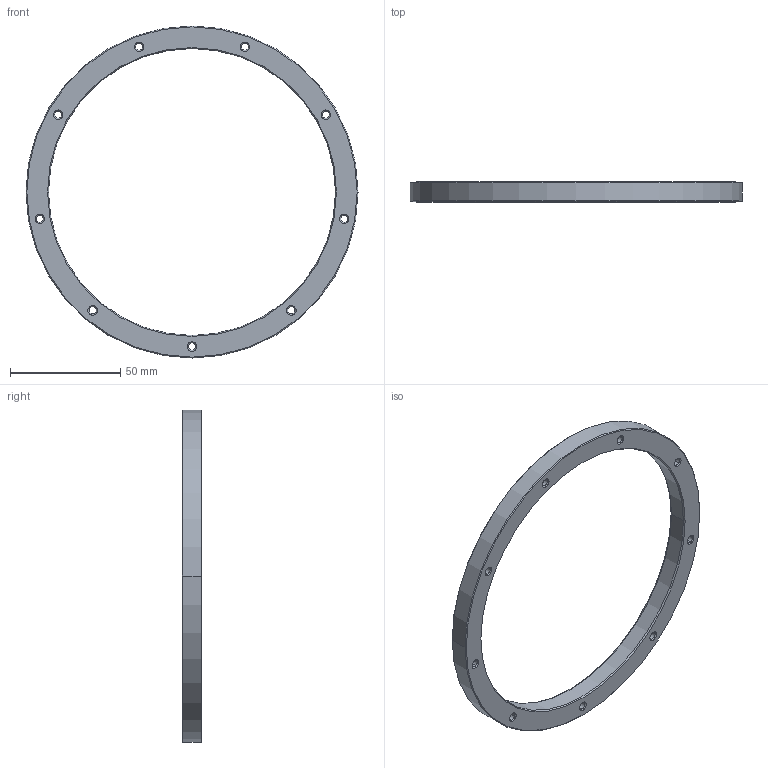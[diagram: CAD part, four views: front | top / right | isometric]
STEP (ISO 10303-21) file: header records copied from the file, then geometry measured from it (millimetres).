
FILE_DESCRIPTION((''),'2;1');
FILE_NAME('1273023-01-Z01','2021-05-06T15:16:49',('AT10150'),(''),'CREO PARAMETRIC BY PTC INC, 2019164','CREO PARAMETRIC BY PTC INC, 2019164','');
FILE_SCHEMA(('AUTOMOTIVE_DESIGN { 1 0 10303 214 1 1 1 1 }'));
Length unit declared in the file: millimetre
Products named in the file (1): 1273023-01-Z01
Bounding box: 150.38 x 9 x 150.38 mm (x, y, z)
Volume: 38588.6 mm3; surface area: 17414.1 mm2
Topology: 1 solids, 1 shells, 116 faces, 495 edges, 389 vertices
Faces by surface type: cone 63, cylinder 40, plane 13
Entity records: 6342 total; most frequent: DIRECTION 902, CARTESIAN_POINT 784, ORIENTED_EDGE 542, PRESENTATION_STYLE_ASSIGNMENT 495, STYLED_ITEM 495, CURVE_STYLE 494, VECTOR 316, LINE 316
